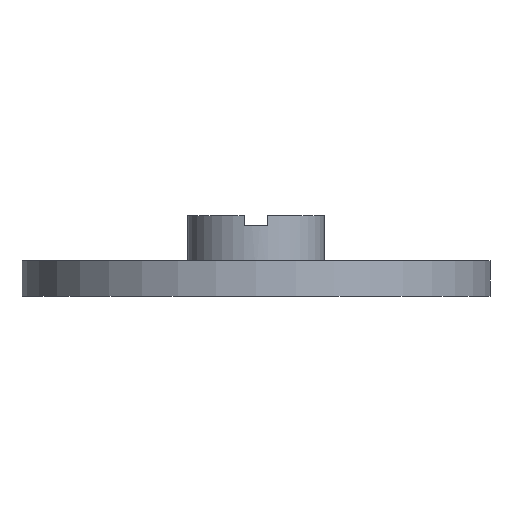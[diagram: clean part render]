
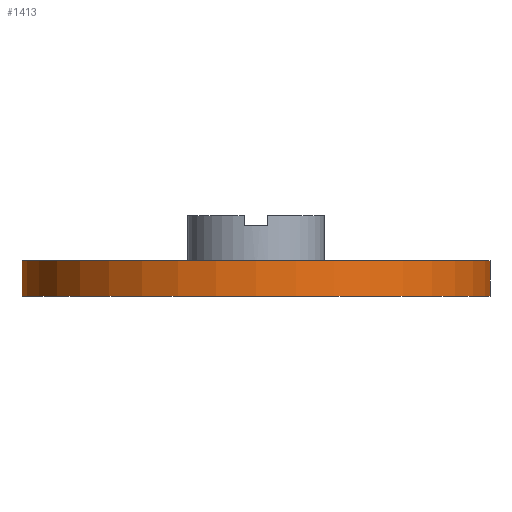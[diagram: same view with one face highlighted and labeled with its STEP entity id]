
A CAD part, front view. The second image highlights one B-rep face of the part: STEP entity #1413.
In plain terms, the highlighted cylindrical face has radius 22.95 mm (diameter 45.9 mm), a partial arc.
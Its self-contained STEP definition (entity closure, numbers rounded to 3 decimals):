
#79=CIRCLE('',#1556,22.95);
#81=CIRCLE('',#1560,22.95);
#112=CYLINDRICAL_SURFACE('',#1564,22.95);
#183=FACE_OUTER_BOUND('',#257,.T.);
#257=EDGE_LOOP('',(#1242,#1243,#1244,#1245));
#382=LINE('',#2349,#523);
#400=LINE('',#2385,#541);
#523=VECTOR('',#1921,10.);
#541=VECTOR('',#1949,10.);
#666=VERTEX_POINT('',#2346);
#667=VERTEX_POINT('',#2348);
#679=VERTEX_POINT('',#2382);
#680=VERTEX_POINT('',#2384);
#860=EDGE_CURVE('',#667,#666,#382,.T.);
#878=EDGE_CURVE('',#680,#679,#400,.T.);
#883=EDGE_CURVE('',#666,#680,#79,.T.);
#885=EDGE_CURVE('',#667,#679,#81,.T.);
#1242=ORIENTED_EDGE('',*,*,#860,.T.);
#1243=ORIENTED_EDGE('',*,*,#883,.T.);
#1244=ORIENTED_EDGE('',*,*,#878,.T.);
#1245=ORIENTED_EDGE('',*,*,#885,.F.);
#1413=ADVANCED_FACE('',(#183),#112,.T.);
#1556=AXIS2_PLACEMENT_3D('',#2393,#1963,#1964);
#1560=AXIS2_PLACEMENT_3D('',#2397,#1971,#1972);
#1564=AXIS2_PLACEMENT_3D('',#2401,#1979,#1980);
#1921=DIRECTION('',(0.,0.,-1.));
#1949=DIRECTION('',(0.,0.,1.));
#1963=DIRECTION('center_axis',(0.,0.,1.));
#1964=DIRECTION('ref_axis',(1.,0.,0.));
#1971=DIRECTION('center_axis',(0.,0.,1.));
#1972=DIRECTION('ref_axis',(1.,0.,0.));
#1979=DIRECTION('center_axis',(0.,0.,1.));
#1980=DIRECTION('ref_axis',(1.,0.,0.));
#2346=CARTESIAN_POINT('',(-22.928,-1.,0.));
#2348=CARTESIAN_POINT('',(-22.928,-1.,3.5));
#2349=CARTESIAN_POINT('',(-22.928,-1.,0.));
#2382=CARTESIAN_POINT('',(22.928,-1.,3.5));
#2384=CARTESIAN_POINT('',(22.928,-1.,0.));
#2385=CARTESIAN_POINT('',(22.928,-1.,0.));
#2393=CARTESIAN_POINT('Origin',(0.,0.,0.));
#2397=CARTESIAN_POINT('Origin',(0.,0.,3.5));
#2401=CARTESIAN_POINT('Origin',(0.,0.,0.));
